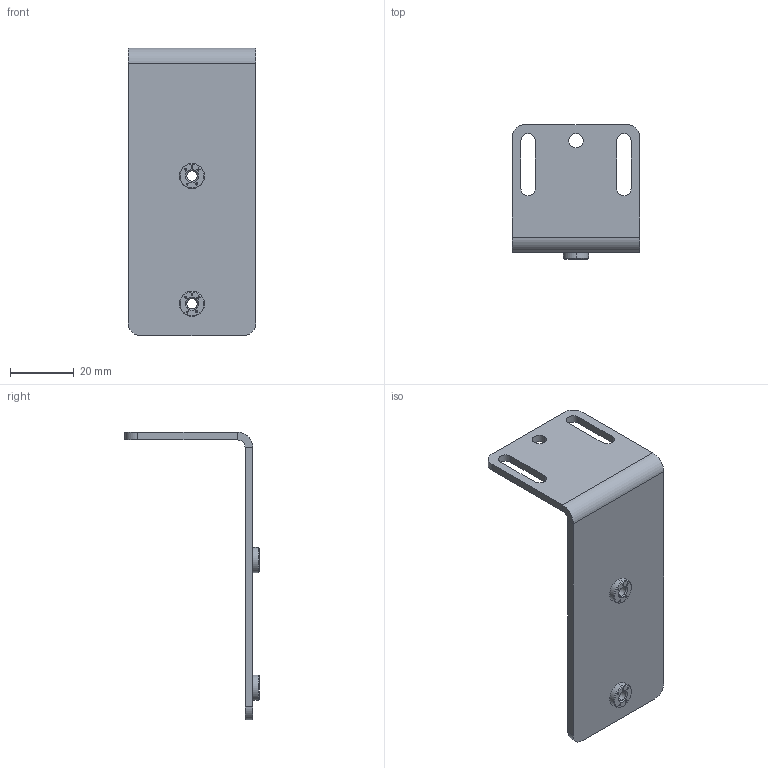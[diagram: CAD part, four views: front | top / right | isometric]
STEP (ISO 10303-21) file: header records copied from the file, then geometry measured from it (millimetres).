
FILE_DESCRIPTION((''),'2;1');
FILE_NAME('234138_EP01','2023-06-15T13:27:37',('nolsen'),('BANNER ENGINEERING CORP.'),'CREO PARAMETRIC BY PTC INC, 2022414','CREO PARAMETRIC BY PTC INC, 2022414','');
FILE_SCHEMA(('CONFIG_CONTROL_DESIGN','SHAPE_APPEARANCE_LAYERS_GROUPS'));
Length unit declared in the file: millimetre
Products named in the file (1): 234138_EP01
Bounding box: 40 x 42 x 90 mm (x, y, z)
Volume: 11716.5 mm3; surface area: 10921.2 mm2
Topology: 1 solids, 1 shells, 214 faces, 552 edges, 360 vertices
Faces by surface type: plane 124, cylinder 74, cone 16
Entity records: 7881 total; most frequent: CARTESIAN_POINT 1146, DIRECTION 1136, ORIENTED_EDGE 1104, EDGE_CURVE 552, VECTOR 388, LINE 388, AXIS2_PLACEMENT_3D 374, VERTEX_POINT 360
